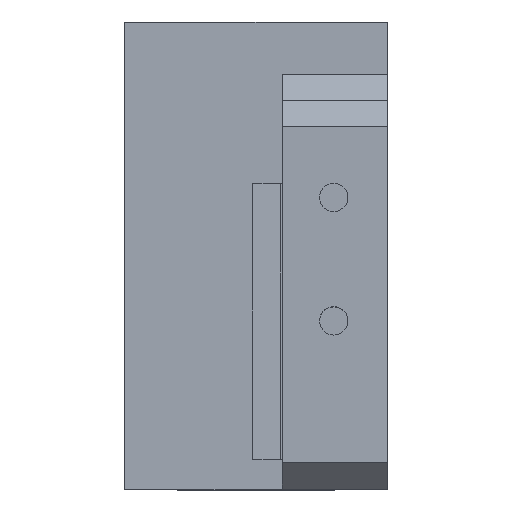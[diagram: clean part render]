
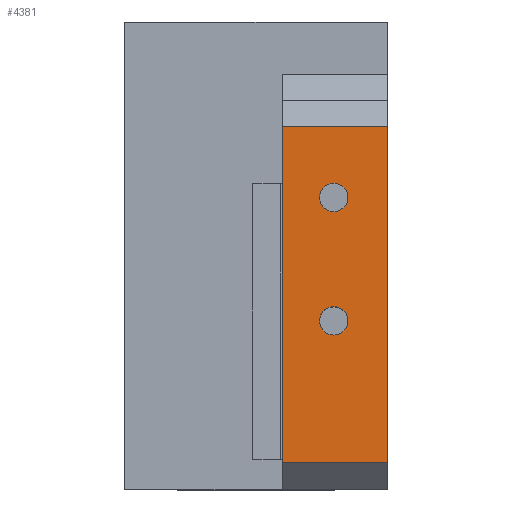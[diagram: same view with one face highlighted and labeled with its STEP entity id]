
A CAD part, top view. The second image highlights one B-rep face of the part: STEP entity #4381.
In plain terms, the highlighted planar face has unit normal (0, 0, 1).
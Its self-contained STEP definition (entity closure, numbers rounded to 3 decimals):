
#299 = PLANE('',#300);
#300 = AXIS2_PLACEMENT_3D('',#301,#302,#303);
#301 = CARTESIAN_POINT('',(50.,20.4,23.2));
#302 = DIRECTION('',(1.,0.,0.));
#303 = DIRECTION('',(0.,0.,1.));
#929 = PLANE('',#930);
#930 = AXIS2_PLACEMENT_3D('',#931,#932,#933);
#931 = CARTESIAN_POINT('',(30.,16.,30.));
#932 = DIRECTION('',(-1.,0.,0.));
#933 = DIRECTION('',(0.,0.,-1.));
#957 = PLANE('',#958);
#958 = AXIS2_PLACEMENT_3D('',#959,#960,#961);
#959 = CARTESIAN_POINT('',(30.,-50.5,98.5));
#960 = DIRECTION('',(0.,-0.707,0.707));
#961 = DIRECTION('',(1.,0.,0.));
#2038 = VERTEX_POINT('',#2039);
#2039 = CARTESIAN_POINT('',(50.,16.,101.));
#2053 = PLANE('',#2054);
#2054 = AXIS2_PLACEMENT_3D('',#2055,#2056,#2057);
#2055 = CARTESIAN_POINT('',(30.,18.5,98.5));
#2056 = DIRECTION('',(0.,0.707,0.707));
#2057 = DIRECTION('',(-1.,0.,0.));
#2065 = EDGE_CURVE('',#2066,#2038,#2068,.T.);
#2066 = VERTEX_POINT('',#2067);
#2067 = CARTESIAN_POINT('',(50.,-48.,101.));
#2068 = SURFACE_CURVE('',#2069,(#2073,#2080),.PCURVE_S1.);
#2069 = LINE('',#2070,#2071);
#2070 = CARTESIAN_POINT('',(50.,-53.,101.));
#2071 = VECTOR('',#2072,1.);
#2072 = DIRECTION('',(0.,1.,0.));
#2073 = PCURVE('',#299,#2074);
#2074 = DEFINITIONAL_REPRESENTATION('',(#2075),#2079);
#2075 = LINE('',#2076,#2077);
#2076 = CARTESIAN_POINT('',(77.8,73.4));
#2077 = VECTOR('',#2078,1.);
#2078 = DIRECTION('',(0.,-1.));
#2079 = ( GEOMETRIC_REPRESENTATION_CONTEXT(2) 
PARAMETRIC_REPRESENTATION_CONTEXT() REPRESENTATION_CONTEXT('2D SPACE',''
  ) );
#2080 = PCURVE('',#2081,#2086);
#2081 = PLANE('',#2082);
#2082 = AXIS2_PLACEMENT_3D('',#2083,#2084,#2085);
#2083 = CARTESIAN_POINT('',(30.,-53.,101.));
#2084 = DIRECTION('',(0.,0.,1.));
#2085 = DIRECTION('',(1.,0.,0.));
#2086 = DEFINITIONAL_REPRESENTATION('',(#2087),#2091);
#2087 = LINE('',#2088,#2089);
#2088 = CARTESIAN_POINT('',(20.,0.));
#2089 = VECTOR('',#2090,1.);
#2090 = DIRECTION('',(0.,1.));
#2091 = ( GEOMETRIC_REPRESENTATION_CONTEXT(2) 
PARAMETRIC_REPRESENTATION_CONTEXT() REPRESENTATION_CONTEXT('2D SPACE',''
  ) );
#3165 = VERTEX_POINT('',#3166);
#3166 = CARTESIAN_POINT('',(30.,-48.,101.));
#3189 = EDGE_CURVE('',#3165,#2066,#3190,.T.);
#3190 = SURFACE_CURVE('',#3191,(#3195,#3202),.PCURVE_S1.);
#3191 = LINE('',#3192,#3193);
#3192 = CARTESIAN_POINT('',(30.,-48.,101.));
#3193 = VECTOR('',#3194,1.);
#3194 = DIRECTION('',(1.,0.,0.));
#3195 = PCURVE('',#957,#3196);
#3196 = DEFINITIONAL_REPRESENTATION('',(#3197),#3201);
#3197 = LINE('',#3198,#3199);
#3198 = CARTESIAN_POINT('',(0.,3.536));
#3199 = VECTOR('',#3200,1.);
#3200 = DIRECTION('',(1.,0.));
#3201 = ( GEOMETRIC_REPRESENTATION_CONTEXT(2) 
PARAMETRIC_REPRESENTATION_CONTEXT() REPRESENTATION_CONTEXT('2D SPACE',''
  ) );
#3202 = PCURVE('',#2081,#3203);
#3203 = DEFINITIONAL_REPRESENTATION('',(#3204),#3208);
#3204 = LINE('',#3205,#3206);
#3205 = CARTESIAN_POINT('',(0.,5.));
#3206 = VECTOR('',#3207,1.);
#3207 = DIRECTION('',(1.,0.));
#3208 = ( GEOMETRIC_REPRESENTATION_CONTEXT(2) 
PARAMETRIC_REPRESENTATION_CONTEXT() REPRESENTATION_CONTEXT('2D SPACE',''
  ) );
#3215 = EDGE_CURVE('',#3165,#3216,#3218,.T.);
#3216 = VERTEX_POINT('',#3217);
#3217 = CARTESIAN_POINT('',(30.,16.,101.));
#3218 = SURFACE_CURVE('',#3219,(#3223,#3230),.PCURVE_S1.);
#3219 = LINE('',#3220,#3221);
#3220 = CARTESIAN_POINT('',(30.,-53.,101.));
#3221 = VECTOR('',#3222,1.);
#3222 = DIRECTION('',(0.,1.,0.));
#3223 = PCURVE('',#929,#3224);
#3224 = DEFINITIONAL_REPRESENTATION('',(#3225),#3229);
#3225 = LINE('',#3226,#3227);
#3226 = CARTESIAN_POINT('',(-71.,69.));
#3227 = VECTOR('',#3228,1.);
#3228 = DIRECTION('',(0.,-1.));
#3229 = ( GEOMETRIC_REPRESENTATION_CONTEXT(2) 
PARAMETRIC_REPRESENTATION_CONTEXT() REPRESENTATION_CONTEXT('2D SPACE',''
  ) );
#3230 = PCURVE('',#2081,#3231);
#3231 = DEFINITIONAL_REPRESENTATION('',(#3232),#3236);
#3232 = LINE('',#3233,#3234);
#3233 = CARTESIAN_POINT('',(0.,0.));
#3234 = VECTOR('',#3235,1.);
#3235 = DIRECTION('',(0.,1.));
#3236 = ( GEOMETRIC_REPRESENTATION_CONTEXT(2) 
PARAMETRIC_REPRESENTATION_CONTEXT() REPRESENTATION_CONTEXT('2D SPACE',''
  ) );
#4381 = ADVANCED_FACE('',(#4382,#4408,#4439),#2081,.T.);
#4382 = FACE_BOUND('',#4383,.T.);
#4383 = EDGE_LOOP('',(#4384,#4385,#4386,#4387));
#4384 = ORIENTED_EDGE('',*,*,#3215,.F.);
#4385 = ORIENTED_EDGE('',*,*,#3189,.T.);
#4386 = ORIENTED_EDGE('',*,*,#2065,.T.);
#4387 = ORIENTED_EDGE('',*,*,#4388,.F.);
#4388 = EDGE_CURVE('',#3216,#2038,#4389,.T.);
#4389 = SURFACE_CURVE('',#4390,(#4394,#4401),.PCURVE_S1.);
#4390 = LINE('',#4391,#4392);
#4391 = CARTESIAN_POINT('',(30.,16.,101.));
#4392 = VECTOR('',#4393,1.);
#4393 = DIRECTION('',(1.,0.,0.));
#4394 = PCURVE('',#2081,#4395);
#4395 = DEFINITIONAL_REPRESENTATION('',(#4396),#4400);
#4396 = LINE('',#4397,#4398);
#4397 = CARTESIAN_POINT('',(0.,69.));
#4398 = VECTOR('',#4399,1.);
#4399 = DIRECTION('',(1.,0.));
#4400 = ( GEOMETRIC_REPRESENTATION_CONTEXT(2) 
PARAMETRIC_REPRESENTATION_CONTEXT() REPRESENTATION_CONTEXT('2D SPACE',''
  ) );
#4401 = PCURVE('',#2053,#4402);
#4402 = DEFINITIONAL_REPRESENTATION('',(#4403),#4407);
#4403 = LINE('',#4404,#4405);
#4404 = CARTESIAN_POINT('',(-0.,3.536));
#4405 = VECTOR('',#4406,1.);
#4406 = DIRECTION('',(-1.,0.));
#4407 = ( GEOMETRIC_REPRESENTATION_CONTEXT(2) 
PARAMETRIC_REPRESENTATION_CONTEXT() REPRESENTATION_CONTEXT('2D SPACE',''
  ) );
#4408 = FACE_BOUND('',#4409,.T.);
#4409 = EDGE_LOOP('',(#4410));
#4410 = ORIENTED_EDGE('',*,*,#4411,.F.);
#4411 = EDGE_CURVE('',#4412,#4412,#4414,.T.);
#4412 = VERTEX_POINT('',#4413);
#4413 = CARTESIAN_POINT('',(42.5,2.5,101.));
#4414 = SURFACE_CURVE('',#4415,(#4420,#4427),.PCURVE_S1.);
#4415 = CIRCLE('',#4416,2.7);
#4416 = AXIS2_PLACEMENT_3D('',#4417,#4418,#4419);
#4417 = CARTESIAN_POINT('',(39.8,2.5,101.));
#4418 = DIRECTION('',(0.,0.,1.));
#4419 = DIRECTION('',(1.,0.,0.));
#4420 = PCURVE('',#2081,#4421);
#4421 = DEFINITIONAL_REPRESENTATION('',(#4422),#4426);
#4422 = CIRCLE('',#4423,2.7);
#4423 = AXIS2_PLACEMENT_2D('',#4424,#4425);
#4424 = CARTESIAN_POINT('',(9.8,55.5));
#4425 = DIRECTION('',(1.,0.));
#4426 = ( GEOMETRIC_REPRESENTATION_CONTEXT(2) 
PARAMETRIC_REPRESENTATION_CONTEXT() REPRESENTATION_CONTEXT('2D SPACE',''
  ) );
#4427 = PCURVE('',#4428,#4433);
#4428 = CYLINDRICAL_SURFACE('',#4429,2.7);
#4429 = AXIS2_PLACEMENT_3D('',#4430,#4431,#4432);
#4430 = CARTESIAN_POINT('',(39.8,2.5,80.));
#4431 = DIRECTION('',(0.,0.,1.));
#4432 = DIRECTION('',(1.,0.,0.));
#4433 = DEFINITIONAL_REPRESENTATION('',(#4434),#4438);
#4434 = LINE('',#4435,#4436);
#4435 = CARTESIAN_POINT('',(0.,21.));
#4436 = VECTOR('',#4437,1.);
#4437 = DIRECTION('',(1.,0.));
#4438 = ( GEOMETRIC_REPRESENTATION_CONTEXT(2) 
PARAMETRIC_REPRESENTATION_CONTEXT() REPRESENTATION_CONTEXT('2D SPACE',''
  ) );
#4439 = FACE_BOUND('',#4440,.T.);
#4440 = EDGE_LOOP('',(#4441));
#4441 = ORIENTED_EDGE('',*,*,#4442,.F.);
#4442 = EDGE_CURVE('',#4443,#4443,#4445,.T.);
#4443 = VERTEX_POINT('',#4444);
#4444 = CARTESIAN_POINT('',(42.5,-21.,101.));
#4445 = SURFACE_CURVE('',#4446,(#4451,#4458),.PCURVE_S1.);
#4446 = CIRCLE('',#4447,2.7);
#4447 = AXIS2_PLACEMENT_3D('',#4448,#4449,#4450);
#4448 = CARTESIAN_POINT('',(39.8,-21.,101.));
#4449 = DIRECTION('',(0.,0.,1.));
#4450 = DIRECTION('',(1.,0.,0.));
#4451 = PCURVE('',#2081,#4452);
#4452 = DEFINITIONAL_REPRESENTATION('',(#4453),#4457);
#4453 = CIRCLE('',#4454,2.7);
#4454 = AXIS2_PLACEMENT_2D('',#4455,#4456);
#4455 = CARTESIAN_POINT('',(9.8,32.));
#4456 = DIRECTION('',(1.,0.));
#4457 = ( GEOMETRIC_REPRESENTATION_CONTEXT(2) 
PARAMETRIC_REPRESENTATION_CONTEXT() REPRESENTATION_CONTEXT('2D SPACE',''
  ) );
#4458 = PCURVE('',#4459,#4464);
#4459 = CYLINDRICAL_SURFACE('',#4460,2.7);
#4460 = AXIS2_PLACEMENT_3D('',#4461,#4462,#4463);
#4461 = CARTESIAN_POINT('',(39.8,-21.,2.));
#4462 = DIRECTION('',(0.,0.,1.));
#4463 = DIRECTION('',(1.,0.,0.));
#4464 = DEFINITIONAL_REPRESENTATION('',(#4465),#4469);
#4465 = LINE('',#4466,#4467);
#4466 = CARTESIAN_POINT('',(0.,99.));
#4467 = VECTOR('',#4468,1.);
#4468 = DIRECTION('',(1.,0.));
#4469 = ( GEOMETRIC_REPRESENTATION_CONTEXT(2) 
PARAMETRIC_REPRESENTATION_CONTEXT() REPRESENTATION_CONTEXT('2D SPACE',''
  ) );
